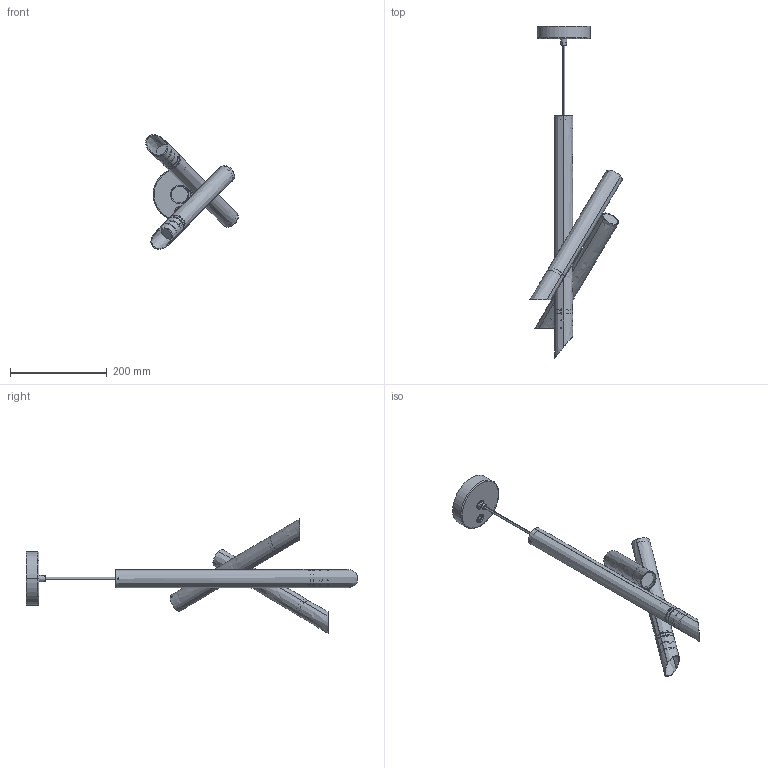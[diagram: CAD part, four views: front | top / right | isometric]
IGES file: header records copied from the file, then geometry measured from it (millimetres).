
Start section: SolidWorks IGES file using analytic representation for surfaces
Global section: file name: 800TTBLWW511_Tre tubi.IGS; native system: SolidWorks 2016; preprocessor: SolidWorks 2016; author: gpinheiro; date: 161026.155151; units: millimetre
Bounding box: 190.83 x 685.42 x 236.81 mm (x, y, z)
Volume: 415880.5 mm3; surface area: 394201.7 mm2
Topology: 61 solids, 61 shells, 3467 faces, 8908 edges, 5810 vertices
Faces by surface type: plane 1954, revolution 790, bspline 723
